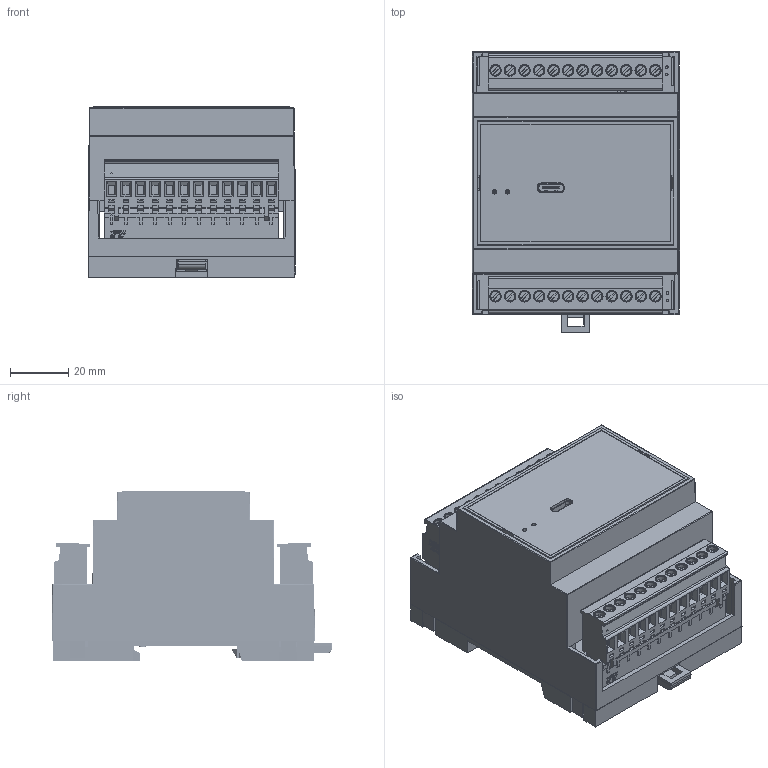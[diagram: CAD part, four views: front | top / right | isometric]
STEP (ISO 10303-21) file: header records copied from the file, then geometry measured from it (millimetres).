
FILE_DESCRIPTION (( 'STEP AP214' ), '1' );
FILE_NAME ('Ìîäóëü ðàñøèðåíèÿ ePRO24.STEP', '2025-03-15T12:57:32', ( '' ), ( '' ), 'SwSTEP 2.0', 'SolidWorks 2021', '' );
FILE_SCHEMA (( 'AUTOMOTIVE_DESIGN' ));
Length unit declared in the file: millimetre
Products named in the file (1): Ìîäóëü ðàñøèðåíèÿ ePRO24
Bounding box: 71.56 x 96.4 x 58.56 mm (x, y, z)
Surface area: 109360.7 mm2 (no closed solid volume)
Topology: 0 solids, 24 shells, 6930 faces, 18350 edges, 11783 vertices
Faces by surface type: plane 4895, cylinder 1131, bspline 416, torus 237, cone 194, sphere 57
Entity records: 280692 total; most frequent: CARTESIAN_POINT 88696, ORIENTED_EDGE 36604, DIRECTION 26880, EDGE_CURVE 18318, VERTEX_POINT 11783, LINE 9512, VECTOR 9512, AXIS2_PLACEMENT_3D 8684
